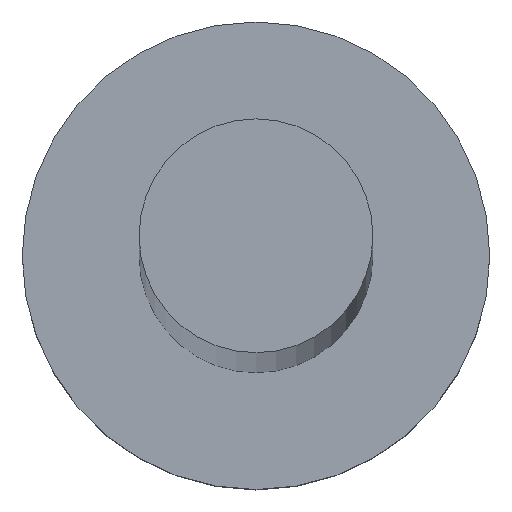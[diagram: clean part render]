
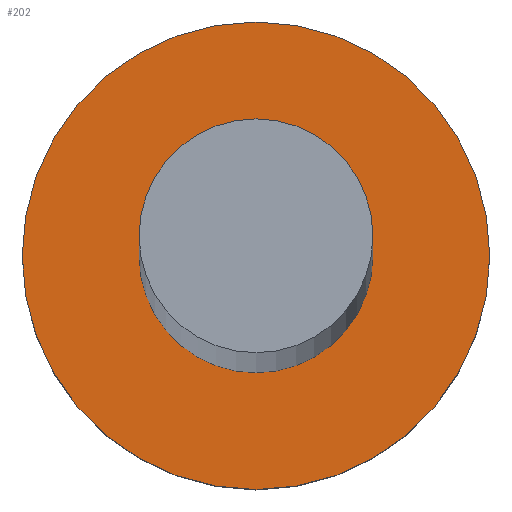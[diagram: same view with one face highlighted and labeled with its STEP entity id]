
A CAD part, top view. The second image highlights one B-rep face of the part: STEP entity #202.
In plain terms, the highlighted planar face has unit normal (0, 0, 1).
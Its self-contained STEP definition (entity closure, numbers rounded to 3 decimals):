
#2 = CARTESIAN_POINT ( 'NONE',  ( -2.5, 0., 5. ) ) ;
#16 = AXIS2_PLACEMENT_3D ( 'NONE', #128, #70, #146 ) ;
#19 = CIRCLE ( 'NONE', #16, 2.5 ) ;
#22 = DIRECTION ( 'NONE',  ( 0., 0., 1. ) ) ;
#27 = VERTEX_POINT ( 'NONE', #203 ) ;
#28 = DIRECTION ( 'NONE',  ( 1., 0., 0. ) ) ;
#38 = VERTEX_POINT ( 'NONE', #149 ) ;
#41 = VERTEX_POINT ( 'NONE', #2 ) ;
#49 = ORIENTED_EDGE ( 'NONE', *, *, #124, .F. ) ;
#53 = CARTESIAN_POINT ( 'NONE',  ( 0., 0., 5. ) ) ;
#55 = EDGE_CURVE ( 'NONE', #156, #27, #63, .T. ) ;
#58 = EDGE_CURVE ( 'NONE', #27, #156, #127, .T. ) ;
#61 = EDGE_LOOP ( 'NONE', ( #93, #49 ) ) ;
#63 = CIRCLE ( 'NONE', #85, 5. ) ;
#70 = DIRECTION ( 'NONE',  ( 0., 0., 1. ) ) ;
#72 = CARTESIAN_POINT ( 'NONE',  ( 0., 0., 5. ) ) ;
#74 = CARTESIAN_POINT ( 'NONE',  ( 0., 0., 5. ) ) ;
#85 = AXIS2_PLACEMENT_3D ( 'NONE', #72, #205, #28 ) ;
#93 = ORIENTED_EDGE ( 'NONE', *, *, #160, .F. ) ;
#104 = CARTESIAN_POINT ( 'NONE',  ( 0., 0., 5. ) ) ;
#106 = ORIENTED_EDGE ( 'NONE', *, *, #58, .T. ) ;
#112 = AXIS2_PLACEMENT_3D ( 'NONE', #53, #134, #195 ) ;
#124 = EDGE_CURVE ( 'NONE', #38, #41, #169, .T. ) ;
#127 = CIRCLE ( 'NONE', #174, 5. ) ;
#128 = CARTESIAN_POINT ( 'NONE',  ( 0., 0., 5. ) ) ;
#132 = FACE_OUTER_BOUND ( 'NONE', #191, .T. ) ;
#134 = DIRECTION ( 'NONE',  ( 0., 0., 1. ) ) ;
#146 = DIRECTION ( 'NONE',  ( 1., 0., 0. ) ) ;
#149 = CARTESIAN_POINT ( 'NONE',  ( 2.5, 0., 5. ) ) ;
#153 = FACE_BOUND ( 'NONE', #61, .T. ) ;
#156 = VERTEX_POINT ( 'NONE', #166 ) ;
#160 = EDGE_CURVE ( 'NONE', #41, #38, #19, .T. ) ;
#166 = CARTESIAN_POINT ( 'NONE',  ( -5., 0., 5. ) ) ;
#169 = CIRCLE ( 'NONE', #181, 2.5 ) ;
#174 = AXIS2_PLACEMENT_3D ( 'NONE', #104, #22, #238 ) ;
#181 = AXIS2_PLACEMENT_3D ( 'NONE', #74, #183, #255 ) ;
#183 = DIRECTION ( 'NONE',  ( 0., 0., 1. ) ) ;
#189 = PLANE ( 'NONE',  #112 ) ;
#191 = EDGE_LOOP ( 'NONE', ( #245, #106 ) ) ;
#195 = DIRECTION ( 'NONE',  ( 1., 0., 0. ) ) ;
#202 = ADVANCED_FACE ( 'NONE', ( #153, #132 ), #189, .T. ) ;
#203 = CARTESIAN_POINT ( 'NONE',  ( 5., 0., 5. ) ) ;
#205 = DIRECTION ( 'NONE',  ( 0., 0., 1. ) ) ;
#238 = DIRECTION ( 'NONE',  ( 1., 0., 0. ) ) ;
#245 = ORIENTED_EDGE ( 'NONE', *, *, #55, .T. ) ;
#255 = DIRECTION ( 'NONE',  ( 1., 0., 0. ) ) ;
